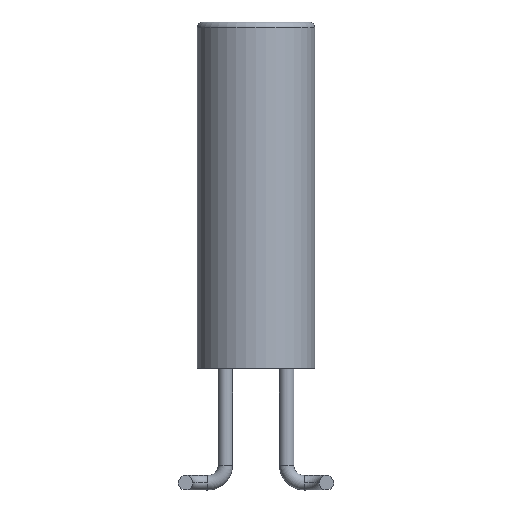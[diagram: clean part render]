
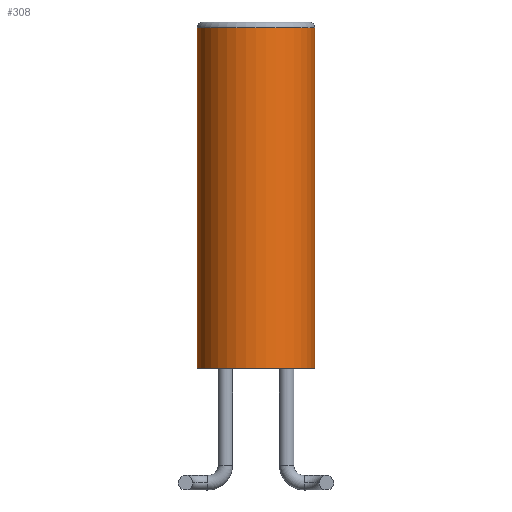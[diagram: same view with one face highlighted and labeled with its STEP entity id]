
A CAD part, front view. The second image highlights one B-rep face of the part: STEP entity #308.
In plain terms, the highlighted cylindrical face has radius 1.05 mm (diameter 2.1 mm), a partial arc.
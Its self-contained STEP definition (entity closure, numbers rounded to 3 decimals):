
#60 = CARTESIAN_POINT ( 'NONE',  ( 1.05, 0., 6.2 ) ) ;
#150 = DIRECTION ( 'NONE',  ( 1., 0., 0. ) ) ;
#192 = FACE_OUTER_BOUND ( 'NONE', #763, .T. ) ;
#194 = EDGE_CURVE ( 'NONE', #396, #818, #609, .T. ) ;
#200 = VECTOR ( 'NONE', #1148, 1000. ) ;
#288 = CYLINDRICAL_SURFACE ( 'NONE', #702, 1.05 ) ;
#308 = ADVANCED_FACE ( 'NONE', ( #192 ), #288, .T. ) ;
#342 = CIRCLE ( 'NONE', #382, 1.05 ) ;
#382 = AXIS2_PLACEMENT_3D ( 'NONE', #500, #849, #766 ) ;
#396 = VERTEX_POINT ( 'NONE', #488 ) ;
#444 = CARTESIAN_POINT ( 'NONE',  ( 0., 0., 6.1 ) ) ;
#455 = DIRECTION ( 'NONE',  ( 0., 0., -1. ) ) ;
#456 = EDGE_CURVE ( 'NONE', #1027, #665, #342, .T. ) ;
#488 = CARTESIAN_POINT ( 'NONE',  ( 1.05, 0., 6.1 ) ) ;
#500 = CARTESIAN_POINT ( 'NONE',  ( 0., 0., 0. ) ) ;
#517 = DIRECTION ( 'NONE',  ( 0., 0., -1. ) ) ;
#574 = CARTESIAN_POINT ( 'NONE',  ( -1.05, 0., 0. ) ) ;
#608 = EDGE_CURVE ( 'NONE', #396, #665, #801, .T. ) ;
#609 = CIRCLE ( 'NONE', #906, 1.05 ) ;
#623 = LINE ( 'NONE', #976, #1106 ) ;
#627 = ORIENTED_EDGE ( 'NONE', *, *, #1159, .T. ) ;
#665 = VERTEX_POINT ( 'NONE', #737 ) ;
#690 = ORIENTED_EDGE ( 'NONE', *, *, #608, .F. ) ;
#702 = AXIS2_PLACEMENT_3D ( 'NONE', #1083, #455, #836 ) ;
#737 = CARTESIAN_POINT ( 'NONE',  ( 1.05, 0., 0. ) ) ;
#763 = EDGE_LOOP ( 'NONE', ( #690, #890, #627, #847 ) ) ;
#766 = DIRECTION ( 'NONE',  ( 1., 0., 0. ) ) ;
#801 = LINE ( 'NONE', #60, #200 ) ;
#818 = VERTEX_POINT ( 'NONE', #975 ) ;
#836 = DIRECTION ( 'NONE',  ( -1., 0., 0. ) ) ;
#847 = ORIENTED_EDGE ( 'NONE', *, *, #456, .T. ) ;
#849 = DIRECTION ( 'NONE',  ( 0., 0., 1. ) ) ;
#890 = ORIENTED_EDGE ( 'NONE', *, *, #194, .T. ) ;
#906 = AXIS2_PLACEMENT_3D ( 'NONE', #444, #962, #150 ) ;
#962 = DIRECTION ( 'NONE',  ( 0., 0., -1. ) ) ;
#975 = CARTESIAN_POINT ( 'NONE',  ( -1.05, 0., 6.1 ) ) ;
#976 = CARTESIAN_POINT ( 'NONE',  ( -1.05, 0., 6.2 ) ) ;
#1027 = VERTEX_POINT ( 'NONE', #574 ) ;
#1083 = CARTESIAN_POINT ( 'NONE',  ( 0., 0., 6.2 ) ) ;
#1106 = VECTOR ( 'NONE', #517, 1000. ) ;
#1148 = DIRECTION ( 'NONE',  ( 0., 0., -1. ) ) ;
#1159 = EDGE_CURVE ( 'NONE', #818, #1027, #623, .T. ) ;
